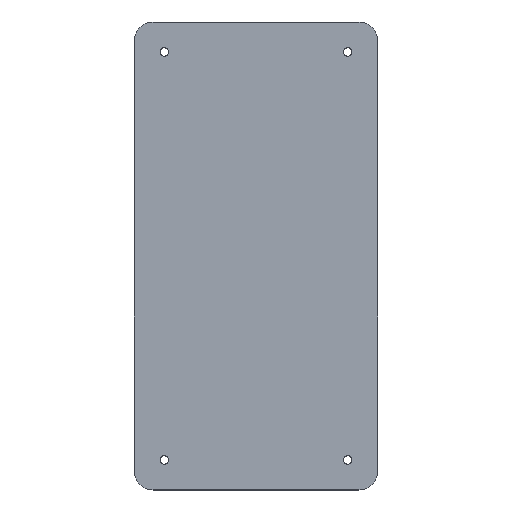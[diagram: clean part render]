
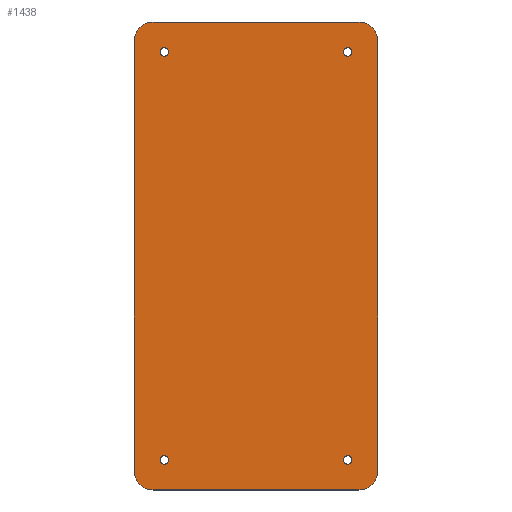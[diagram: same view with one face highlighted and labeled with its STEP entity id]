
A CAD part, top view. The second image highlights one B-rep face of the part: STEP entity #1438.
In plain terms, the highlighted planar face has unit normal (0, 0, 1).
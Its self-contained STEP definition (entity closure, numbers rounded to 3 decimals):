
#33=FACE_BOUND('',#311,.T.);
#34=FACE_BOUND('',#312,.T.);
#35=FACE_BOUND('',#313,.T.);
#36=FACE_BOUND('',#314,.T.);
#109=CIRCLE('',#1580,5.);
#111=CIRCLE('',#1584,5.);
#113=CIRCLE('',#1588,5.);
#115=CIRCLE('',#1592,5.);
#117=CIRCLE('',#1596,1.13);
#119=CIRCLE('',#1599,1.13);
#121=CIRCLE('',#1602,1.13);
#123=CIRCLE('',#1605,1.13);
#224=FACE_OUTER_BOUND('',#310,.T.);
#310=EDGE_LOOP('',(#1308,#1309,#1310,#1311,#1312,#1313,#1314,#1315));
#311=EDGE_LOOP('',(#1316));
#312=EDGE_LOOP('',(#1317));
#313=EDGE_LOOP('',(#1318));
#314=EDGE_LOOP('',(#1319));
#429=LINE('',#2398,#554);
#433=LINE('',#2410,#558);
#437=LINE('',#2422,#562);
#440=LINE('',#2431,#565);
#554=VECTOR('',#1973,10.);
#558=VECTOR('',#1985,10.);
#562=VECTOR('',#1997,10.);
#565=VECTOR('',#2008,10.);
#686=VERTEX_POINT('',#2388);
#687=VERTEX_POINT('',#2390);
#689=VERTEX_POINT('',#2396);
#691=VERTEX_POINT('',#2402);
#693=VERTEX_POINT('',#2408);
#695=VERTEX_POINT('',#2414);
#697=VERTEX_POINT('',#2420);
#699=VERTEX_POINT('',#2426);
#701=VERTEX_POINT('',#2435);
#703=VERTEX_POINT('',#2441);
#705=VERTEX_POINT('',#2447);
#707=VERTEX_POINT('',#2453);
#882=EDGE_CURVE('',#686,#687,#109,.T.);
#886=EDGE_CURVE('',#686,#689,#429,.T.);
#889=EDGE_CURVE('',#691,#689,#111,.T.);
#892=EDGE_CURVE('',#691,#693,#433,.T.);
#895=EDGE_CURVE('',#695,#693,#113,.T.);
#898=EDGE_CURVE('',#695,#697,#437,.T.);
#901=EDGE_CURVE('',#699,#697,#115,.T.);
#903=EDGE_CURVE('',#699,#687,#440,.T.);
#906=EDGE_CURVE('',#701,#701,#117,.T.);
#909=EDGE_CURVE('',#703,#703,#119,.T.);
#912=EDGE_CURVE('',#705,#705,#121,.T.);
#915=EDGE_CURVE('',#707,#707,#123,.T.);
#1308=ORIENTED_EDGE('',*,*,#889,.F.);
#1309=ORIENTED_EDGE('',*,*,#892,.T.);
#1310=ORIENTED_EDGE('',*,*,#895,.F.);
#1311=ORIENTED_EDGE('',*,*,#898,.T.);
#1312=ORIENTED_EDGE('',*,*,#901,.F.);
#1313=ORIENTED_EDGE('',*,*,#903,.T.);
#1314=ORIENTED_EDGE('',*,*,#882,.F.);
#1315=ORIENTED_EDGE('',*,*,#886,.T.);
#1316=ORIENTED_EDGE('',*,*,#906,.T.);
#1317=ORIENTED_EDGE('',*,*,#909,.T.);
#1318=ORIENTED_EDGE('',*,*,#912,.T.);
#1319=ORIENTED_EDGE('',*,*,#915,.T.);
#1368=PLANE('',#1606);
#1438=ADVANCED_FACE('',(#224,#33,#34,#35,#36),#1368,.T.);
#1580=AXIS2_PLACEMENT_3D('',#2391,#1966,#1967);
#1584=AXIS2_PLACEMENT_3D('',#2404,#1979,#1980);
#1588=AXIS2_PLACEMENT_3D('',#2416,#1991,#1992);
#1592=AXIS2_PLACEMENT_3D('',#2428,#2003,#2004);
#1596=AXIS2_PLACEMENT_3D('',#2437,#2014,#2015);
#1599=AXIS2_PLACEMENT_3D('',#2443,#2021,#2022);
#1602=AXIS2_PLACEMENT_3D('',#2449,#2028,#2029);
#1605=AXIS2_PLACEMENT_3D('',#2455,#2035,#2036);
#1606=AXIS2_PLACEMENT_3D('',#2456,#2037,#2038);
#1966=DIRECTION('center_axis',(0.,0.,-1.));
#1967=DIRECTION('ref_axis',(0.707,0.707,0.));
#1973=DIRECTION('',(-1.,0.,0.));
#1979=DIRECTION('center_axis',(0.,0.,-1.));
#1980=DIRECTION('ref_axis',(-0.707,0.707,0.));
#1985=DIRECTION('',(0.,-1.,0.));
#1991=DIRECTION('center_axis',(0.,0.,-1.));
#1992=DIRECTION('ref_axis',(-0.707,-0.707,0.));
#1997=DIRECTION('',(1.,0.,0.));
#2003=DIRECTION('center_axis',(0.,0.,-1.));
#2004=DIRECTION('ref_axis',(0.707,-0.707,0.));
#2008=DIRECTION('',(0.,1.,0.));
#2014=DIRECTION('center_axis',(0.,0.,-1.));
#2015=DIRECTION('ref_axis',(1.,0.,0.));
#2021=DIRECTION('center_axis',(0.,0.,-1.));
#2022=DIRECTION('ref_axis',(1.,0.,0.));
#2028=DIRECTION('center_axis',(0.,0.,-1.));
#2029=DIRECTION('ref_axis',(1.,0.,0.));
#2035=DIRECTION('center_axis',(0.,0.,-1.));
#2036=DIRECTION('ref_axis',(1.,0.,0.));
#2037=DIRECTION('center_axis',(0.,0.,1.));
#2038=DIRECTION('ref_axis',(1.,0.,0.));
#2388=CARTESIAN_POINT('',(57.5,110.238,9.525));
#2390=CARTESIAN_POINT('',(62.5,105.238,9.525));
#2391=CARTESIAN_POINT('Origin',(57.5,105.238,9.525));
#2396=CARTESIAN_POINT('',(2.5,110.238,9.525));
#2398=CARTESIAN_POINT('',(62.5,110.238,9.525));
#2402=CARTESIAN_POINT('',(-2.5,105.238,9.525));
#2404=CARTESIAN_POINT('Origin',(2.5,105.238,9.525));
#2408=CARTESIAN_POINT('',(-2.5,-9.762,9.525));
#2410=CARTESIAN_POINT('',(-2.5,110.238,9.525));
#2414=CARTESIAN_POINT('',(2.5,-14.762,9.525));
#2416=CARTESIAN_POINT('Origin',(2.5,-9.762,9.525));
#2420=CARTESIAN_POINT('',(57.5,-14.762,9.525));
#2422=CARTESIAN_POINT('',(-2.5,-14.762,9.525));
#2426=CARTESIAN_POINT('',(62.5,-9.762,9.525));
#2428=CARTESIAN_POINT('Origin',(57.5,-9.762,9.525));
#2431=CARTESIAN_POINT('',(62.5,-14.762,9.525));
#2435=CARTESIAN_POINT('',(53.37,-6.762,9.525));
#2437=CARTESIAN_POINT('Origin',(54.5,-6.762,9.525));
#2441=CARTESIAN_POINT('',(53.37,102.238,9.525));
#2443=CARTESIAN_POINT('Origin',(54.5,102.238,9.525));
#2447=CARTESIAN_POINT('',(4.37,-6.762,9.525));
#2449=CARTESIAN_POINT('Origin',(5.5,-6.762,9.525));
#2453=CARTESIAN_POINT('',(4.37,102.238,9.525));
#2455=CARTESIAN_POINT('Origin',(5.5,102.238,9.525));
#2456=CARTESIAN_POINT('Origin',(30.,47.738,9.525));
